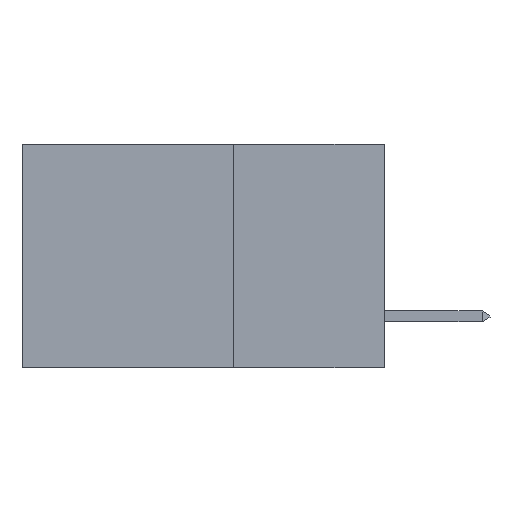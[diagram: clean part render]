
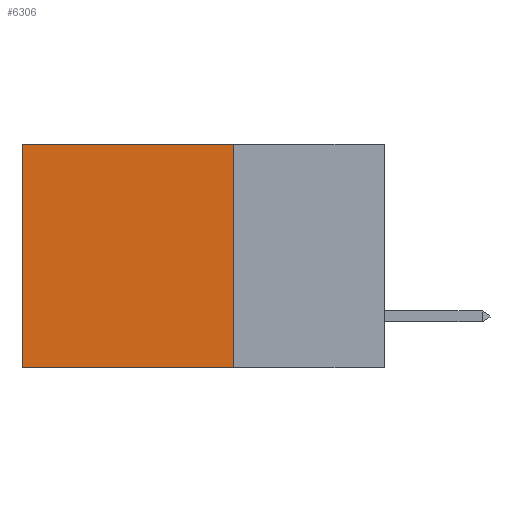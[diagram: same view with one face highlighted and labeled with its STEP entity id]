
A CAD part, left-side view. The second image highlights one B-rep face of the part: STEP entity #6306.
In plain terms, the highlighted planar face has unit normal (-1, 0, 0).
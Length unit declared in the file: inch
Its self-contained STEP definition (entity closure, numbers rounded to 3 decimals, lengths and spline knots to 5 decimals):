
#246 = CARTESIAN_POINT ( 'NONE',  ( 0.2875, 0.25, 0. ) ) ;
#364 = DIRECTION ( 'NONE',  ( 0., 0., -1. ) ) ;
#600 = EDGE_LOOP ( 'NONE', ( #2882, #2750, #2775, #2741 ) ) ;
#1030 = LINE ( 'NONE', #246, #6697 ) ;
#1283 = DIRECTION ( 'NONE',  ( 0., 0., -1. ) ) ;
#1287 = EDGE_CURVE ( 'NONE', #7726, #7152, #1030, .T. ) ;
#1933 = LINE ( 'NONE', #2202, #9309 ) ;
#2021 = CARTESIAN_POINT ( 'NONE',  ( 0.2875, 0.25, 0. ) ) ;
#2134 = VERTEX_POINT ( 'NONE', #7596 ) ;
#2202 = CARTESIAN_POINT ( 'NONE',  ( 0.2875, 0.6, 0. ) ) ;
#2638 = AXIS2_PLACEMENT_3D ( 'NONE', #2021, #5816, #1283 ) ;
#2741 = ORIENTED_EDGE ( 'NONE', *, *, #8648, .T. ) ;
#2750 = ORIENTED_EDGE ( 'NONE', *, *, #7450, .F. ) ;
#2775 = ORIENTED_EDGE ( 'NONE', *, *, #1287, .F. ) ;
#2882 = ORIENTED_EDGE ( 'NONE', *, *, #8242, .T. ) ;
#3078 = CARTESIAN_POINT ( 'NONE',  ( 0.2875, 0.25, -0.37 ) ) ;
#3368 = CARTESIAN_POINT ( 'NONE',  ( 0.2875, 0.6, 0. ) ) ;
#3619 = CARTESIAN_POINT ( 'NONE',  ( 0.2875, 0.25, 0. ) ) ;
#4231 = CARTESIAN_POINT ( 'NONE',  ( 0.2875, 0.25, 0. ) ) ;
#4534 = VERTEX_POINT ( 'NONE', #3368 ) ;
#4762 = DIRECTION ( 'NONE',  ( 0., 1., 0. ) ) ;
#5113 = PLANE ( 'NONE',  #2638 ) ;
#5193 = VECTOR ( 'NONE', #4762, 39.37008 ) ;
#5816 = DIRECTION ( 'NONE',  ( 1., 0., 0. ) ) ;
#5887 = VECTOR ( 'NONE', #8419, 39.37008 ) ;
#6306 = ADVANCED_FACE ( 'NONE', ( #9147 ), #5113, .F. ) ;
#6697 = VECTOR ( 'NONE', #364, 39.37008 ) ;
#7152 = VERTEX_POINT ( 'NONE', #3078 ) ;
#7450 = EDGE_CURVE ( 'NONE', #7152, #2134, #8630, .T. ) ;
#7567 = CARTESIAN_POINT ( 'NONE',  ( 0.2875, 0.25, -0.37 ) ) ;
#7596 = CARTESIAN_POINT ( 'NONE',  ( 0.2875, 0.6, -0.37 ) ) ;
#7726 = VERTEX_POINT ( 'NONE', #3619 ) ;
#8003 = DIRECTION ( 'NONE',  ( 0., 0., -1. ) ) ;
#8242 = EDGE_CURVE ( 'NONE', #4534, #2134, #1933, .T. ) ;
#8419 = DIRECTION ( 'NONE',  ( 0., 1., 0. ) ) ;
#8630 = LINE ( 'NONE', #7567, #5193 ) ;
#8648 = EDGE_CURVE ( 'NONE', #7726, #4534, #9297, .T. ) ;
#9147 = FACE_OUTER_BOUND ( 'NONE', #600, .T. ) ;
#9297 = LINE ( 'NONE', #4231, #5887 ) ;
#9309 = VECTOR ( 'NONE', #8003, 39.37008 ) ;
